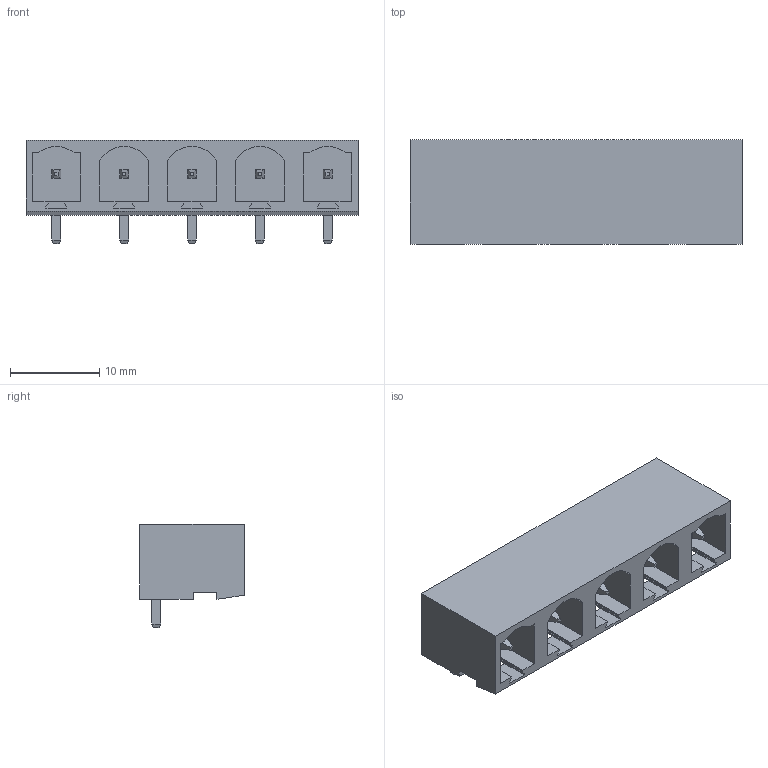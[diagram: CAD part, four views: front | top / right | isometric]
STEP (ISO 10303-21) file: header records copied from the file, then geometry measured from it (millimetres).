
FILE_DESCRIPTION(('CATIA V5 STEP Exchange','CAx-IF Rec.Pracs.--- Model Styling and Organization---1.2---2011-12-15'),'2;1');
FILE_NAME ('D1452193_0_1472520000_1472520000.stp','2018-11-15T17:10:36+00:00',('none'),('Weidmueller'),'CATIA Version 5-6 Release 2014','CATIA V5 STEP AP214','none');
FILE_SCHEMA(('AUTOMOTIVE_DESIGN { 1 0 10303 214 1 1 1 1 }'));
Length unit declared in the file: millimetre
Products named in the file (1): 1472520000
Bounding box: 37.28 x 11.75 x 11.6 mm (x, y, z)
Volume: 2206.3 mm3; surface area: 3136.6 mm2
Topology: 6 solids, 6 shells, 210 faces, 559 edges, 356 vertices
Faces by surface type: plane 185, cylinder 25
Entity records: 5592 total; most frequent: ORIENTED_EDGE 1118, CARTESIAN_POINT 983, DIRECTION 693, EDGE_CURVE 519, VECTOR 449, LINE 449, VERTEX_POINT 316, EDGE_LOOP 225
